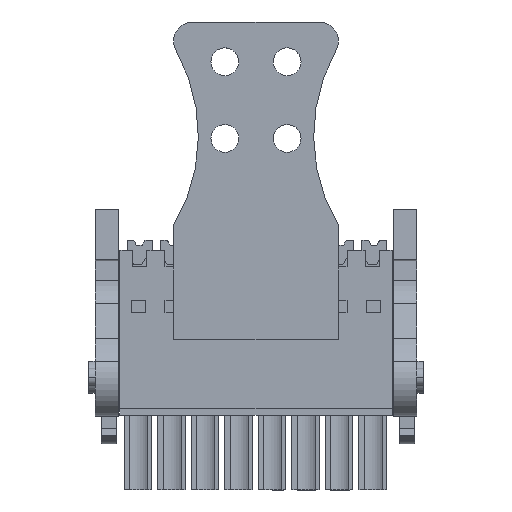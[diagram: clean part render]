
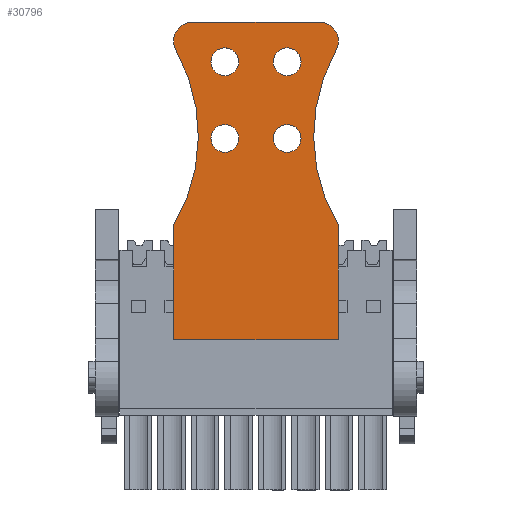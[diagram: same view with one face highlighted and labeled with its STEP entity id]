
A CAD part, front view. The second image highlights one B-rep face of the part: STEP entity #30796.
In plain terms, the highlighted planar face has unit normal (0, -1, 0).
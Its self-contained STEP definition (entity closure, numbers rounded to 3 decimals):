
#30656=AXIS2_PLACEMENT_3D('Plane Axis2P3D',#30653,#30654,#30655) ;
#30676=AXIS2_PLACEMENT_3D('Circle Axis2P3D',#30674,#30675,$) ;
#30683=AXIS2_PLACEMENT_3D('Circle Axis2P3D',#30681,#30682,$) ;
#30697=AXIS2_PLACEMENT_3D('Circle Axis2P3D',#30695,#30696,$) ;
#30704=AXIS2_PLACEMENT_3D('Circle Axis2P3D',#30702,#30703,$) ;
#30726=AXIS2_PLACEMENT_3D('Circle Axis2P3D',#30724,#30725,$) ;
#30735=AXIS2_PLACEMENT_3D('Circle Axis2P3D',#30733,#30734,$) ;
#30744=AXIS2_PLACEMENT_3D('Circle Axis2P3D',#30742,#30743,$) ;
#30753=AXIS2_PLACEMENT_3D('Circle Axis2P3D',#30751,#30752,$) ;
#30762=AXIS2_PLACEMENT_3D('Circle Axis2P3D',#30760,#30761,$) ;
#30771=AXIS2_PLACEMENT_3D('Circle Axis2P3D',#30769,#30770,$) ;
#30780=AXIS2_PLACEMENT_3D('Circle Axis2P3D',#30778,#30779,$) ;
#30789=AXIS2_PLACEMENT_3D('Circle Axis2P3D',#30787,#30788,$) ;
#30653=CARTESIAN_POINT('Axis2P3D Location',(3.5,0.,0.)) ;
#30658=CARTESIAN_POINT('Line Origine',(17.45,0.,15.7)) ;
#30662=CARTESIAN_POINT('Vertex',(8.89,0.,15.7)) ;
#30664=CARTESIAN_POINT('Vertex',(26.01,0.,15.7)) ;
#30667=CARTESIAN_POINT('Line Origine',(26.01,0.,21.7)) ;
#30671=CARTESIAN_POINT('Vertex',(26.01,0.,27.701)) ;
#30674=CARTESIAN_POINT('Axis2P3D Location',(41.665,0.,36.973)) ;
#30678=CARTESIAN_POINT('Vertex',(25.794,0.,45.872)) ;
#30681=CARTESIAN_POINT('Axis2P3D Location',(24.05,0.,46.85)) ;
#30685=CARTESIAN_POINT('Vertex',(24.05,0.,48.85)) ;
#30688=CARTESIAN_POINT('Line Origine',(17.45,0.,48.85)) ;
#30692=CARTESIAN_POINT('Vertex',(10.85,0.,48.85)) ;
#30695=CARTESIAN_POINT('Axis2P3D Location',(10.85,0.,46.85)) ;
#30699=CARTESIAN_POINT('Vertex',(9.106,0.,45.872)) ;
#30702=CARTESIAN_POINT('Axis2P3D Location',(-6.765,0.,36.973)) ;
#30706=CARTESIAN_POINT('Vertex',(8.89,0.,27.701)) ;
#30709=CARTESIAN_POINT('Line Origine',(8.89,0.,21.7)) ;
#30724=CARTESIAN_POINT('Axis2P3D Location',(20.7,0.,44.7)) ;
#30728=CARTESIAN_POINT('Vertex',(19.25,0.,44.7)) ;
#30730=CARTESIAN_POINT('Vertex',(22.15,0.,44.7)) ;
#30733=CARTESIAN_POINT('Axis2P3D Location',(20.7,0.,44.7)) ;
#30742=CARTESIAN_POINT('Axis2P3D Location',(14.2,0.,44.7)) ;
#30746=CARTESIAN_POINT('Vertex',(12.75,0.,44.7)) ;
#30748=CARTESIAN_POINT('Vertex',(15.65,0.,44.7)) ;
#30751=CARTESIAN_POINT('Axis2P3D Location',(14.2,0.,44.7)) ;
#30760=CARTESIAN_POINT('Axis2P3D Location',(14.2,0.,36.7)) ;
#30764=CARTESIAN_POINT('Vertex',(12.75,0.,36.7)) ;
#30766=CARTESIAN_POINT('Vertex',(15.65,0.,36.7)) ;
#30769=CARTESIAN_POINT('Axis2P3D Location',(14.2,0.,36.7)) ;
#30778=CARTESIAN_POINT('Axis2P3D Location',(20.7,0.,36.7)) ;
#30782=CARTESIAN_POINT('Vertex',(19.25,0.,36.7)) ;
#30784=CARTESIAN_POINT('Vertex',(22.15,0.,36.7)) ;
#30787=CARTESIAN_POINT('Axis2P3D Location',(20.7,0.,36.7)) ;
#30654=DIRECTION('Axis2P3D Direction',(0.,-1.,0.)) ;
#30655=DIRECTION('Axis2P3D XDirection',(1.,0.,0.)) ;
#30659=DIRECTION('Vector Direction',(1.,0.,0.)) ;
#30668=DIRECTION('Vector Direction',(0.,0.,-1.)) ;
#30675=DIRECTION('Axis2P3D Direction',(0.,-1.,0.)) ;
#30682=DIRECTION('Axis2P3D Direction',(0.,-1.,0.)) ;
#30689=DIRECTION('Vector Direction',(-1.,0.,0.)) ;
#30696=DIRECTION('Axis2P3D Direction',(0.,-1.,0.)) ;
#30703=DIRECTION('Axis2P3D Direction',(0.,-1.,0.)) ;
#30710=DIRECTION('Vector Direction',(0.,0.,1.)) ;
#30725=DIRECTION('Axis2P3D Direction',(0.,-1.,0.)) ;
#30734=DIRECTION('Axis2P3D Direction',(0.,-1.,0.)) ;
#30743=DIRECTION('Axis2P3D Direction',(0.,-1.,0.)) ;
#30752=DIRECTION('Axis2P3D Direction',(0.,-1.,0.)) ;
#30761=DIRECTION('Axis2P3D Direction',(0.,-1.,0.)) ;
#30770=DIRECTION('Axis2P3D Direction',(0.,-1.,0.)) ;
#30779=DIRECTION('Axis2P3D Direction',(0.,-1.,0.)) ;
#30788=DIRECTION('Axis2P3D Direction',(0.,-1.,0.)) ;
#30660=VECTOR('Line Direction',#30659,1.) ;
#30669=VECTOR('Line Direction',#30668,1.) ;
#30690=VECTOR('Line Direction',#30689,1.) ;
#30711=VECTOR('Line Direction',#30710,1.) ;
#30715=ORIENTED_EDGE('',*,*,#30666,.T.) ;
#30716=ORIENTED_EDGE('',*,*,#30673,.T.) ;
#30717=ORIENTED_EDGE('',*,*,#30680,.T.) ;
#30718=ORIENTED_EDGE('',*,*,#30687,.T.) ;
#30719=ORIENTED_EDGE('',*,*,#30694,.T.) ;
#30720=ORIENTED_EDGE('',*,*,#30701,.T.) ;
#30721=ORIENTED_EDGE('',*,*,#30708,.T.) ;
#30722=ORIENTED_EDGE('',*,*,#30713,.T.) ;
#30739=ORIENTED_EDGE('',*,*,#30732,.F.) ;
#30740=ORIENTED_EDGE('',*,*,#30737,.F.) ;
#30757=ORIENTED_EDGE('',*,*,#30750,.F.) ;
#30758=ORIENTED_EDGE('',*,*,#30755,.F.) ;
#30775=ORIENTED_EDGE('',*,*,#30768,.F.) ;
#30776=ORIENTED_EDGE('',*,*,#30773,.F.) ;
#30793=ORIENTED_EDGE('',*,*,#30786,.F.) ;
#30794=ORIENTED_EDGE('',*,*,#30791,.F.) ;
#30741=FACE_BOUND('',#30738,.T.) ;
#30759=FACE_BOUND('',#30756,.T.) ;
#30777=FACE_BOUND('',#30774,.T.) ;
#30795=FACE_BOUND('',#30792,.T.) ;
#30796=ADVANCED_FACE('Strain relief',(#30723,#30741,#30759,#30777,#30795),#30657,.T.) ;
#30677=CIRCLE('generated circle',#30676,18.195) ;
#30684=CIRCLE('generated circle',#30683,2.) ;
#30698=CIRCLE('generated circle',#30697,2.) ;
#30705=CIRCLE('generated circle',#30704,18.195) ;
#30727=CIRCLE('generated circle',#30726,1.45) ;
#30736=CIRCLE('generated circle',#30735,1.45) ;
#30745=CIRCLE('generated circle',#30744,1.45) ;
#30754=CIRCLE('generated circle',#30753,1.45) ;
#30763=CIRCLE('generated circle',#30762,1.45) ;
#30772=CIRCLE('generated circle',#30771,1.45) ;
#30781=CIRCLE('generated circle',#30780,1.45) ;
#30790=CIRCLE('generated circle',#30789,1.45) ;
#30666=EDGE_CURVE('',#30663,#30665,#30661,.T.) ;
#30673=EDGE_CURVE('',#30665,#30672,#30670,.F.) ;
#30680=EDGE_CURVE('',#30672,#30679,#30677,.F.) ;
#30687=EDGE_CURVE('',#30679,#30686,#30684,.T.) ;
#30694=EDGE_CURVE('',#30686,#30693,#30691,.T.) ;
#30701=EDGE_CURVE('',#30693,#30700,#30698,.T.) ;
#30708=EDGE_CURVE('',#30700,#30707,#30705,.F.) ;
#30713=EDGE_CURVE('',#30707,#30663,#30712,.F.) ;
#30732=EDGE_CURVE('',#30729,#30731,#30727,.T.) ;
#30737=EDGE_CURVE('',#30731,#30729,#30736,.T.) ;
#30750=EDGE_CURVE('',#30747,#30749,#30745,.T.) ;
#30755=EDGE_CURVE('',#30749,#30747,#30754,.T.) ;
#30768=EDGE_CURVE('',#30765,#30767,#30763,.T.) ;
#30773=EDGE_CURVE('',#30767,#30765,#30772,.T.) ;
#30786=EDGE_CURVE('',#30783,#30785,#30781,.T.) ;
#30791=EDGE_CURVE('',#30785,#30783,#30790,.T.) ;
#30714=EDGE_LOOP('',(#30715,#30716,#30717,#30718,#30719,#30720,#30721,#30722)) ;
#30738=EDGE_LOOP('',(#30739,#30740)) ;
#30756=EDGE_LOOP('',(#30757,#30758)) ;
#30774=EDGE_LOOP('',(#30775,#30776)) ;
#30792=EDGE_LOOP('',(#30793,#30794)) ;
#30723=FACE_OUTER_BOUND('',#30714,.T.) ;
#30661=LINE('Line',#30658,#30660) ;
#30670=LINE('Line',#30667,#30669) ;
#30691=LINE('Line',#30688,#30690) ;
#30712=LINE('Line',#30709,#30711) ;
#30657=PLANE('',#30656) ;
#30663=VERTEX_POINT('',#30662) ;
#30665=VERTEX_POINT('',#30664) ;
#30672=VERTEX_POINT('',#30671) ;
#30679=VERTEX_POINT('',#30678) ;
#30686=VERTEX_POINT('',#30685) ;
#30693=VERTEX_POINT('',#30692) ;
#30700=VERTEX_POINT('',#30699) ;
#30707=VERTEX_POINT('',#30706) ;
#30729=VERTEX_POINT('',#30728) ;
#30731=VERTEX_POINT('',#30730) ;
#30747=VERTEX_POINT('',#30746) ;
#30749=VERTEX_POINT('',#30748) ;
#30765=VERTEX_POINT('',#30764) ;
#30767=VERTEX_POINT('',#30766) ;
#30783=VERTEX_POINT('',#30782) ;
#30785=VERTEX_POINT('',#30784) ;
